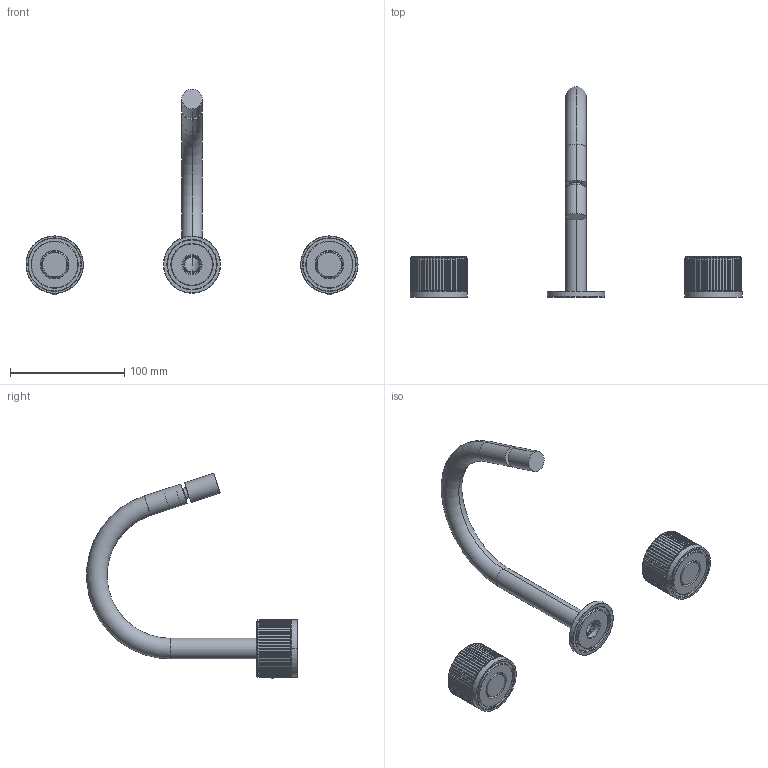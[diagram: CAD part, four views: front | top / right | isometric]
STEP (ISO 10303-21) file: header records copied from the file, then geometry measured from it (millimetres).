
FILE_DESCRIPTION((''),'2;1');
FILE_NAME('JO119CR','2021-02-09T10:36:24',('ut3'),('PAFFONI SpA'),'CREO PARAMETRIC BY PTC INC, 2020044','CREO PARAMETRIC BY PTC INC, 2020044','');
FILE_SCHEMA(('CONFIG_CONTROL_DESIGN','SHAPE_APPEARANCE_LAYERS_GROUPS'));
Length unit declared in the file: millimetre
Products named in the file (1): JO119CR
Bounding box: 290 x 183.8 x 179.44 mm (x, y, z)
Volume: 108811.5 mm3; surface area: 89737.8 mm2
Topology: 8 solids, 8 shells, 920 faces, 2402 edges, 1524 vertices
Faces by surface type: plane 510, cylinder 314, cone 48, torus 40, sphere 4, bspline 4
Entity records: 38099 total; most frequent: CARTESIAN_POINT 9026, ORIENTED_EDGE 4780, DIRECTION 4428, EDGE_CURVE 2390, AXIS2_PLACEMENT_3D 1600, VERTEX_POINT 1524, VECTOR 1228, LINE 1228
